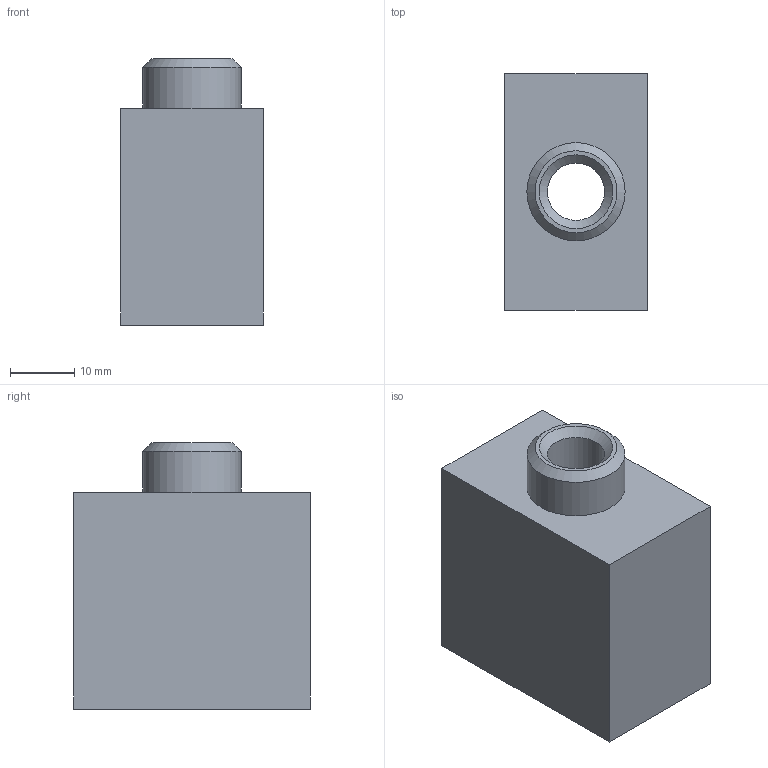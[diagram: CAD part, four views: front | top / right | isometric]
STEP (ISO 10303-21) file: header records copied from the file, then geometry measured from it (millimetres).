
FILE_DESCRIPTION( ( '' ), ' ' );
FILE_NAME( '5eac444aa92953155a812c7a.step', '2020-05-01T15:46:18', ( '' ), ( '' ), ' ', ' ', ' ' );
FILE_SCHEMA( ( 'AUTOMOTIVE_DESIGN { 1 0 10303 214 1 1 1 1 }' ) );
Length unit declared in the file: metre
Products named in the file (1): DBS08 - Fluorescence Cover
Bounding box: 22.15 x 36.68 x 41.27 mm (x, y, z)
Volume: 13185 mm3; surface area: 8841 mm2
Topology: 1 solids, 1 shells, 18 faces, 39 edges, 24 vertices
Faces by surface type: plane 13, cone 3, cylinder 2
Full cylindrical faces by diameter (mm): 8.89 x1, 15.24 x1
Entity records: 622 total; most frequent: DIRECTION 80, CARTESIAN_POINT 77, ORIENTED_EDGE 68, EDGE_CURVE 34, AXIS2_PLACEMENT_3D 27, EDGE_LOOP 26, LINE 26, VECTOR 26
